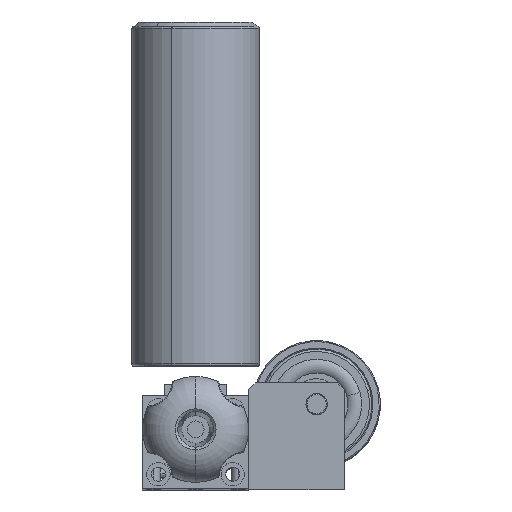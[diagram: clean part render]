
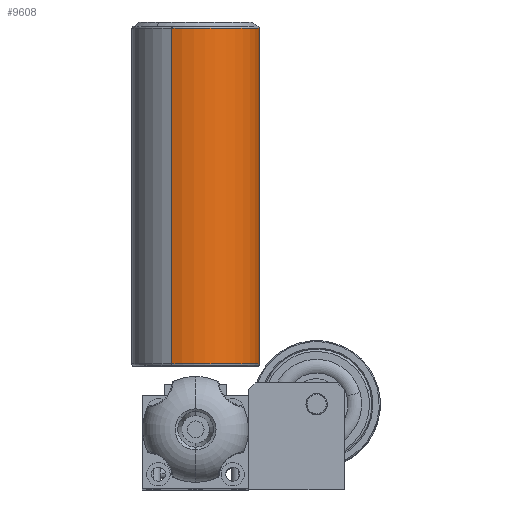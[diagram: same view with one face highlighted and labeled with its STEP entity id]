
A CAD part, top view. The second image highlights one B-rep face of the part: STEP entity #9608.
In plain terms, the highlighted cylindrical face has radius 30 mm (diameter 60 mm), a partial arc.
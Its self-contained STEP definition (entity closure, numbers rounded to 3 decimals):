
#4 = VECTOR ( 'NONE', #6268, 1000. ) ;
#204 = DIRECTION ( 'NONE',  ( 0., -1., 0. ) ) ;
#304 = VECTOR ( 'NONE', #19462, 1000. ) ;
#1756 = AXIS2_PLACEMENT_3D ( 'NONE', #3354, #204, #20926 ) ;
#2370 = AXIS2_PLACEMENT_3D ( 'NONE', #19774, #11813, #19630 ) ;
#3354 = CARTESIAN_POINT ( 'NONE',  ( 0., 59., 75. ) ) ;
#4204 = VERTEX_POINT ( 'NONE', #17519 ) ;
#4364 = EDGE_CURVE ( 'NONE', #10846, #4204, #20465, .T. ) ;
#4489 = EDGE_LOOP ( 'NONE', ( #18851, #16967, #16029, #19188 ) ) ;
#4794 = EDGE_CURVE ( 'NONE', #10029, #17545, #11405, .T. ) ;
#4928 = CARTESIAN_POINT ( 'NONE',  ( -11.172, 58., 102.842 ) ) ;
#6268 = DIRECTION ( 'NONE',  ( 0., -1., 0. ) ) ;
#6357 = CYLINDRICAL_SURFACE ( 'NONE', #2370, 30. ) ;
#6421 = CIRCLE ( 'NONE', #6832, 30. ) ;
#6832 = AXIS2_PLACEMENT_3D ( 'NONE', #20466, #10885, #20330 ) ;
#8698 = EDGE_CURVE ( 'NONE', #10846, #10029, #6421, .T. ) ;
#9608 = ADVANCED_FACE ( 'NONE', ( #12434 ), #6357, .T. ) ;
#10029 = VERTEX_POINT ( 'NONE', #20740 ) ;
#10846 = VERTEX_POINT ( 'NONE', #11459 ) ;
#10885 = DIRECTION ( 'NONE',  ( 0., -1., 0. ) ) ;
#11276 = CARTESIAN_POINT ( 'NONE',  ( -11.172, 59., 102.842 ) ) ;
#11405 = LINE ( 'NONE', #4928, #4 ) ;
#11459 = CARTESIAN_POINT ( 'NONE',  ( 11.172, 217., 47.158 ) ) ;
#11813 = DIRECTION ( 'NONE',  ( 0., -1., 0. ) ) ;
#12080 = CIRCLE ( 'NONE', #1756, 30. ) ;
#12434 = FACE_OUTER_BOUND ( 'NONE', #4489, .T. ) ;
#14652 = CARTESIAN_POINT ( 'NONE',  ( 11.172, 58., 47.158 ) ) ;
#16029 = ORIENTED_EDGE ( 'NONE', *, *, #4794, .T. ) ;
#16597 = EDGE_CURVE ( 'NONE', #4204, #17545, #12080, .T. ) ;
#16967 = ORIENTED_EDGE ( 'NONE', *, *, #8698, .T. ) ;
#17519 = CARTESIAN_POINT ( 'NONE',  ( 11.172, 59., 47.158 ) ) ;
#17545 = VERTEX_POINT ( 'NONE', #11276 ) ;
#18851 = ORIENTED_EDGE ( 'NONE', *, *, #4364, .F. ) ;
#19188 = ORIENTED_EDGE ( 'NONE', *, *, #16597, .F. ) ;
#19462 = DIRECTION ( 'NONE',  ( 0., -1., 0. ) ) ;
#19630 = DIRECTION ( 'NONE',  ( -0.372, 0., 0.928 ) ) ;
#19774 = CARTESIAN_POINT ( 'NONE',  ( 0., 58., 75. ) ) ;
#20330 = DIRECTION ( 'NONE',  ( -0.372, 0., 0.928 ) ) ;
#20465 = LINE ( 'NONE', #14652, #304 ) ;
#20466 = CARTESIAN_POINT ( 'NONE',  ( 0., 217., 75. ) ) ;
#20740 = CARTESIAN_POINT ( 'NONE',  ( -11.172, 217., 102.842 ) ) ;
#20926 = DIRECTION ( 'NONE',  ( -0.372, 0., 0.928 ) ) ;
